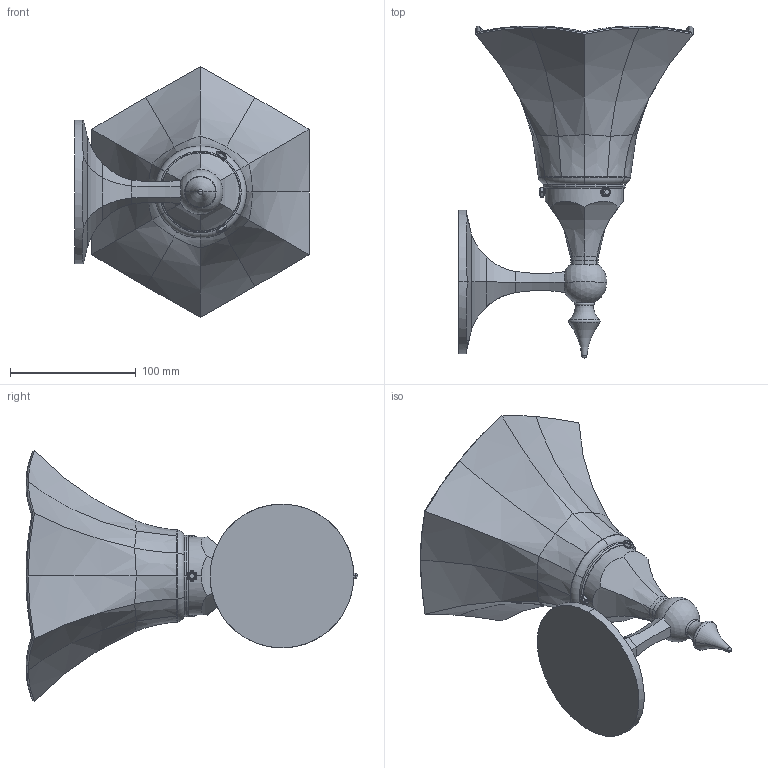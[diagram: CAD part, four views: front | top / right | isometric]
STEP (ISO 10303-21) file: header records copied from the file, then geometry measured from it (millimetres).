
FILE_DESCRIPTION((''),'2;1');
FILE_NAME('682SO','2021-06-11T13:28:40',('jinson.thomas'),(''),'CREO PARAMETRIC BY PTC INC, 2018400','CREO PARAMETRIC BY PTC INC, 2018400','');
FILE_SCHEMA(('CONFIG_CONTROL_DESIGN'));
Length unit declared in the file: inch
Products named in the file (1): 682SO
Bounding box: 186.72 x 263.74 x 199.56 mm (x, y, z)
Volume: 448549.8 mm3; surface area: 145903.8 mm2
Topology: 1 solids, 1 shells, 261 faces, 631 edges, 367 vertices
Faces by surface type: bspline 108, torus 61, cylinder 51, plane 37, sphere 4
Entity records: 12312 total; most frequent: CARTESIAN_POINT 7208, ORIENTED_EDGE 1230, DIRECTION 750, EDGE_CURVE 615, VERTEX_POINT 367, B_SPLINE_CURVE_WITH_KNOTS 355, AXIS2_PLACEMENT_3D 337, EDGE_LOOP 278
